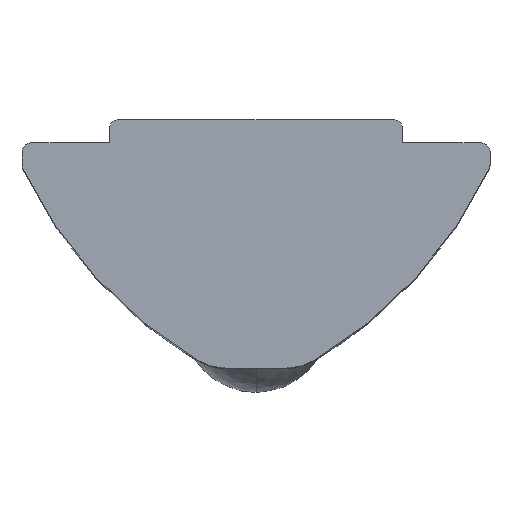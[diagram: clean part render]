
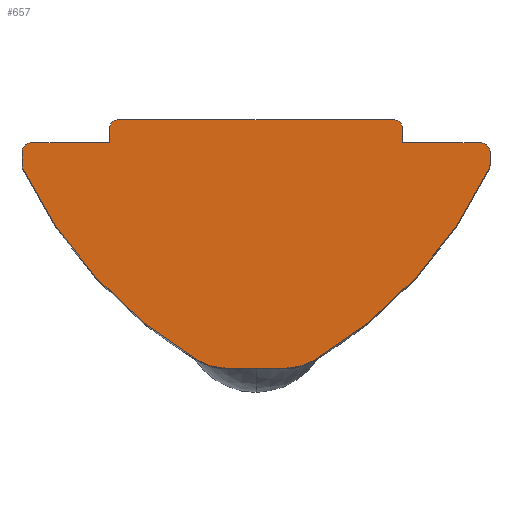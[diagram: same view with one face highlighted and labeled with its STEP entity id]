
A CAD part, top view. The second image highlights one B-rep face of the part: STEP entity #657.
In plain terms, the highlighted planar face has unit normal (0, 0, 1).
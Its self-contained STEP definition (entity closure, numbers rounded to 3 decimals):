
#31 = DIRECTION ( 'NONE',  ( 0., 0., 1. ) ) ;
#51 = DIRECTION ( 'NONE',  ( 0., 0., 1. ) ) ;
#52 = VERTEX_POINT ( 'NONE', #296 ) ;
#53 = AXIS2_PLACEMENT_3D ( 'NONE', #546, #452, #620 ) ;
#65 = LINE ( 'NONE', #914, #484 ) ;
#72 = DIRECTION ( 'NONE',  ( 1., 0., 0. ) ) ;
#73 = CIRCLE ( 'NONE', #301, 0.3 ) ;
#74 = CARTESIAN_POINT ( 'NONE',  ( 4.7, -0.3, 11.5 ) ) ;
#85 = VERTEX_POINT ( 'NONE', #715 ) ;
#95 = DIRECTION ( 'NONE',  ( 1., 0., 0. ) ) ;
#107 = VECTOR ( 'NONE', #1106, 1000. ) ;
#109 = AXIS2_PLACEMENT_3D ( 'NONE', #223, #1055, #232 ) ;
#112 = VERTEX_POINT ( 'NONE', #160 ) ;
#113 = EDGE_CURVE ( 'NONE', #1184, #853, #635, .T. ) ;
#136 = CARTESIAN_POINT ( 'NONE',  ( -5., -0.8, 11.5 ) ) ;
#147 = ORIENTED_EDGE ( 'NONE', *, *, #476, .T. ) ;
#149 = CARTESIAN_POINT ( 'NONE',  ( -5., -0.3, 11.5 ) ) ;
#150 = CIRCLE ( 'NONE', #999, 0.3 ) ;
#155 = CARTESIAN_POINT ( 'NONE',  ( 5., -0.3, 11.5 ) ) ;
#157 = EDGE_CURVE ( 'NONE', #1158, #112, #1014, .T. ) ;
#160 = CARTESIAN_POINT ( 'NONE',  ( -1.99, -8.224, 11.5 ) ) ;
#165 = CIRCLE ( 'NONE', #580, 0.3 ) ;
#167 = DIRECTION ( 'NONE',  ( -1., 0., 0. ) ) ;
#172 = CARTESIAN_POINT ( 'NONE',  ( 0.977, -6.5, 11.5 ) ) ;
#178 = CARTESIAN_POINT ( 'NONE',  ( 8., -0.8, 11.5 ) ) ;
#184 = CARTESIAN_POINT ( 'NONE',  ( -5.609, 4.708, 11.5 ) ) ;
#197 = CARTESIAN_POINT ( 'NONE',  ( 7.7, -0.8, 11.5 ) ) ;
#200 = ORIENTED_EDGE ( 'NONE', *, *, #391, .T. ) ;
#218 = VERTEX_POINT ( 'NONE', #254 ) ;
#223 = CARTESIAN_POINT ( 'NONE',  ( -4.7, -0.3, 11.5 ) ) ;
#224 = VERTEX_POINT ( 'NONE', #149 ) ;
#226 = ORIENTED_EDGE ( 'NONE', *, *, #856, .T. ) ;
#232 = DIRECTION ( 'NONE',  ( 1., 0., 0. ) ) ;
#240 = DIRECTION ( 'NONE',  ( 0., 0., 1. ) ) ;
#242 = CIRCLE ( 'NONE', #881, 0.3 ) ;
#245 = VECTOR ( 'NONE', #680, 1000. ) ;
#249 = ORIENTED_EDGE ( 'NONE', *, *, #157, .T. ) ;
#254 = CARTESIAN_POINT ( 'NONE',  ( 7.972, -1.661, 11.5 ) ) ;
#259 = EDGE_CURVE ( 'NONE', #562, #707, #242, .T. ) ;
#269 = DIRECTION ( 'NONE',  ( 1., 0., 0. ) ) ;
#280 = ORIENTED_EDGE ( 'NONE', *, *, #113, .T. ) ;
#296 = CARTESIAN_POINT ( 'NONE',  ( -4.7, 0., 11.5 ) ) ;
#299 = CIRCLE ( 'NONE', #1142, 15. ) ;
#300 = CARTESIAN_POINT ( 'NONE',  ( -7.972, -1.661, 11.5 ) ) ;
#301 = AXIS2_PLACEMENT_3D ( 'NONE', #536, #240, #434 ) ;
#310 = DIRECTION ( 'NONE',  ( 1., 0., 0. ) ) ;
#351 = EDGE_CURVE ( 'NONE', #569, #218, #299, .T. ) ;
#361 = EDGE_CURVE ( 'NONE', #707, #1184, #429, .T. ) ;
#363 = ORIENTED_EDGE ( 'NONE', *, *, #1173, .T. ) ;
#367 = LINE ( 'NONE', #742, #1119 ) ;
#371 = ORIENTED_EDGE ( 'NONE', *, *, #674, .T. ) ;
#373 = DIRECTION ( 'NONE',  ( 0., 1., 0. ) ) ;
#384 = CIRCLE ( 'NONE', #109, 0.3 ) ;
#391 = EDGE_CURVE ( 'NONE', #52, #224, #384, .T. ) ;
#417 = EDGE_CURVE ( 'NONE', #907, #1158, #150, .T. ) ;
#429 = LINE ( 'NONE', #514, #767 ) ;
#432 = CIRCLE ( 'NONE', #806, 2. ) ;
#434 = DIRECTION ( 'NONE',  ( 1., 0., 0. ) ) ;
#452 = DIRECTION ( 'NONE',  ( 0., 0., 1. ) ) ;
#453 = EDGE_CURVE ( 'NONE', #1201, #1049, #544, .T. ) ;
#462 = ORIENTED_EDGE ( 'NONE', *, *, #598, .T. ) ;
#464 = ORIENTED_EDGE ( 'NONE', *, *, #351, .T. ) ;
#476 = EDGE_CURVE ( 'NONE', #218, #85, #73, .T. ) ;
#482 = AXIS2_PLACEMENT_3D ( 'NONE', #854, #554, #955 ) ;
#484 = VECTOR ( 'NONE', #701, 1000. ) ;
#486 = VECTOR ( 'NONE', #373, 1000. ) ;
#490 = EDGE_CURVE ( 'NONE', #725, #907, #1108, .T. ) ;
#493 = CARTESIAN_POINT ( 'NONE',  ( 5., -0.8, 11.5 ) ) ;
#514 = CARTESIAN_POINT ( 'NONE',  ( 5., -0.8, 11.5 ) ) ;
#521 = AXIS2_PLACEMENT_3D ( 'NONE', #184, #644, #95 ) ;
#528 = DIRECTION ( 'NONE',  ( 0., 0., 1. ) ) ;
#536 = CARTESIAN_POINT ( 'NONE',  ( 7.7, -1.533, 11.5 ) ) ;
#544 = LINE ( 'NONE', #718, #982 ) ;
#545 = CARTESIAN_POINT ( 'NONE',  ( -8., -1.533, 11.5 ) ) ;
#546 = CARTESIAN_POINT ( 'NONE',  ( 5.609, 4.708, 11.5 ) ) ;
#548 = CARTESIAN_POINT ( 'NONE',  ( 4.7, 0., 11.5 ) ) ;
#554 = DIRECTION ( 'NONE',  ( 0., 0., 1. ) ) ;
#562 = VERTEX_POINT ( 'NONE', #1011 ) ;
#565 = FACE_OUTER_BOUND ( 'NONE', #1083, .T. ) ;
#569 = VERTEX_POINT ( 'NONE', #632 ) ;
#576 = EDGE_CURVE ( 'NONE', #853, #622, #165, .T. ) ;
#580 = AXIS2_PLACEMENT_3D ( 'NONE', #74, #528, #1114 ) ;
#581 = ORIENTED_EDGE ( 'NONE', *, *, #576, .T. ) ;
#584 = DIRECTION ( 'NONE',  ( 0., 0., 1. ) ) ;
#598 = EDGE_CURVE ( 'NONE', #1049, #725, #640, .T. ) ;
#614 = ORIENTED_EDGE ( 'NONE', *, *, #361, .T. ) ;
#617 = CARTESIAN_POINT ( 'NONE',  ( -8., -0.8, 11.5 ) ) ;
#620 = DIRECTION ( 'NONE',  ( 1., 0., 0. ) ) ;
#622 = VERTEX_POINT ( 'NONE', #548 ) ;
#632 = CARTESIAN_POINT ( 'NONE',  ( 1.99, -8.224, 11.5 ) ) ;
#635 = LINE ( 'NONE', #726, #107 ) ;
#640 = CIRCLE ( 'NONE', #482, 0.3 ) ;
#644 = DIRECTION ( 'NONE',  ( 0., 0., 1. ) ) ;
#650 = AXIS2_PLACEMENT_3D ( 'NONE', #1054, #584, #975 ) ;
#657 = ADVANCED_FACE ( 'NONE', ( #565 ), #1124, .T. ) ;
#674 = EDGE_CURVE ( 'NONE', #1082, #1135, #367, .T. ) ;
#676 = CARTESIAN_POINT ( 'NONE',  ( -0.977, -8.5, 11.5 ) ) ;
#680 = DIRECTION ( 'NONE',  ( -1., 0., 0. ) ) ;
#684 = ORIENTED_EDGE ( 'NONE', *, *, #977, .T. ) ;
#701 = DIRECTION ( 'NONE',  ( 0., -1., 0. ) ) ;
#707 = VERTEX_POINT ( 'NONE', #197 ) ;
#715 = CARTESIAN_POINT ( 'NONE',  ( 8., -1.533, 11.5 ) ) ;
#718 = CARTESIAN_POINT ( 'NONE',  ( -5., -0.8, 11.5 ) ) ;
#725 = VERTEX_POINT ( 'NONE', #780 ) ;
#726 = CARTESIAN_POINT ( 'NONE',  ( 5., 0., 11.5 ) ) ;
#738 = EDGE_CURVE ( 'NONE', #622, #52, #774, .T. ) ;
#742 = CARTESIAN_POINT ( 'NONE',  ( -1.5, -8.5, 11.5 ) ) ;
#744 = CARTESIAN_POINT ( 'NONE',  ( 0.977, -8.5, 11.5 ) ) ;
#750 = DIRECTION ( 'NONE',  ( 0., 0., 1. ) ) ;
#767 = VECTOR ( 'NONE', #972, 1000. ) ;
#770 = ORIENTED_EDGE ( 'NONE', *, *, #259, .T. ) ;
#774 = LINE ( 'NONE', #1152, #245 ) ;
#780 = CARTESIAN_POINT ( 'NONE',  ( -8., -1.1, 11.5 ) ) ;
#806 = AXIS2_PLACEMENT_3D ( 'NONE', #172, #750, #855 ) ;
#853 = VERTEX_POINT ( 'NONE', #155 ) ;
#854 = CARTESIAN_POINT ( 'NONE',  ( -7.7, -1.1, 11.5 ) ) ;
#855 = DIRECTION ( 'NONE',  ( 1., 0., 0. ) ) ;
#856 = EDGE_CURVE ( 'NONE', #224, #1201, #65, .T. ) ;
#881 = AXIS2_PLACEMENT_3D ( 'NONE', #912, #916, #72 ) ;
#897 = CARTESIAN_POINT ( 'NONE',  ( -7.7, -1.533, 11.5 ) ) ;
#907 = VERTEX_POINT ( 'NONE', #545 ) ;
#912 = CARTESIAN_POINT ( 'NONE',  ( 7.7, -1.1, 11.5 ) ) ;
#914 = CARTESIAN_POINT ( 'NONE',  ( -5., 0., 11.5 ) ) ;
#916 = DIRECTION ( 'NONE',  ( 0., 0., 1. ) ) ;
#917 = DIRECTION ( 'NONE',  ( 0., -1., 0. ) ) ;
#920 = VECTOR ( 'NONE', #917, 1000. ) ;
#925 = LINE ( 'NONE', #178, #486 ) ;
#933 = ORIENTED_EDGE ( 'NONE', *, *, #1078, .T. ) ;
#955 = DIRECTION ( 'NONE',  ( 1., 0., 0. ) ) ;
#959 = ORIENTED_EDGE ( 'NONE', *, *, #417, .T. ) ;
#965 = DIRECTION ( 'NONE',  ( 1., 0., 0. ) ) ;
#972 = DIRECTION ( 'NONE',  ( -1., 0., 0. ) ) ;
#975 = DIRECTION ( 'NONE',  ( 1., 0., 0. ) ) ;
#977 = EDGE_CURVE ( 'NONE', #1135, #569, #432, .T. ) ;
#982 = VECTOR ( 'NONE', #167, 1000. ) ;
#999 = AXIS2_PLACEMENT_3D ( 'NONE', #897, #51, #965 ) ;
#1011 = CARTESIAN_POINT ( 'NONE',  ( 8., -1.1, 11.5 ) ) ;
#1014 = CIRCLE ( 'NONE', #53, 15. ) ;
#1025 = ORIENTED_EDGE ( 'NONE', *, *, #490, .T. ) ;
#1027 = CIRCLE ( 'NONE', #650, 2. ) ;
#1049 = VERTEX_POINT ( 'NONE', #1222 ) ;
#1054 = CARTESIAN_POINT ( 'NONE',  ( -0.977, -6.5, 11.5 ) ) ;
#1055 = DIRECTION ( 'NONE',  ( 0., 0., 1. ) ) ;
#1078 = EDGE_CURVE ( 'NONE', #85, #562, #925, .T. ) ;
#1082 = VERTEX_POINT ( 'NONE', #676 ) ;
#1083 = EDGE_LOOP ( 'NONE', ( #371, #684, #464, #147, #933, #770, #614, #280, #581, #1143, #200, #226, #1214, #462, #1025, #959, #249, #363 ) ) ;
#1088 = CARTESIAN_POINT ( 'NONE',  ( -5.609, 4.708, 11.5 ) ) ;
#1106 = DIRECTION ( 'NONE',  ( 0., 1., 0. ) ) ;
#1108 = LINE ( 'NONE', #617, #920 ) ;
#1114 = DIRECTION ( 'NONE',  ( 1., 0., 0. ) ) ;
#1119 = VECTOR ( 'NONE', #269, 1000. ) ;
#1124 = PLANE ( 'NONE',  #521 ) ;
#1135 = VERTEX_POINT ( 'NONE', #744 ) ;
#1142 = AXIS2_PLACEMENT_3D ( 'NONE', #1088, #31, #310 ) ;
#1143 = ORIENTED_EDGE ( 'NONE', *, *, #738, .T. ) ;
#1152 = CARTESIAN_POINT ( 'NONE',  ( -5., 0., 11.5 ) ) ;
#1158 = VERTEX_POINT ( 'NONE', #300 ) ;
#1173 = EDGE_CURVE ( 'NONE', #112, #1082, #1027, .T. ) ;
#1184 = VERTEX_POINT ( 'NONE', #493 ) ;
#1201 = VERTEX_POINT ( 'NONE', #136 ) ;
#1214 = ORIENTED_EDGE ( 'NONE', *, *, #453, .T. ) ;
#1222 = CARTESIAN_POINT ( 'NONE',  ( -7.7, -0.8, 11.5 ) ) ;
